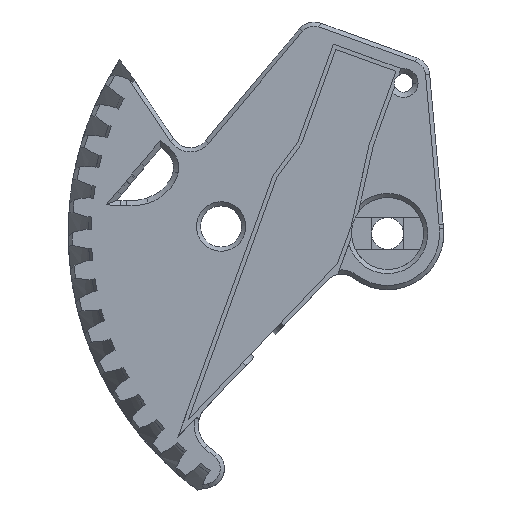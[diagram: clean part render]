
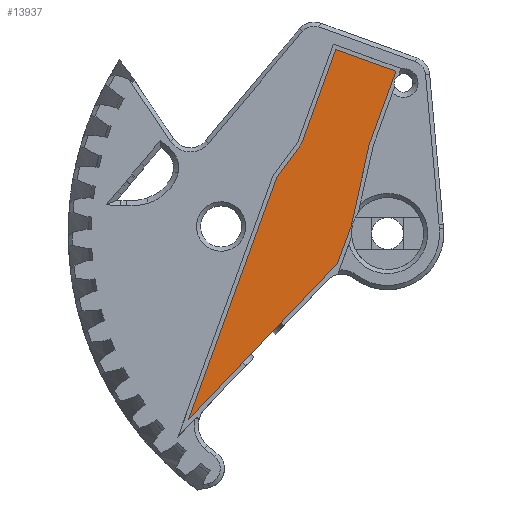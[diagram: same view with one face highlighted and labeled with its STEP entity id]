
A CAD part, top view. The second image highlights one B-rep face of the part: STEP entity #13937.
In plain terms, the highlighted planar face has unit normal (0, 0, 1).
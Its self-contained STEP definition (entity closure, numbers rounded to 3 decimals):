
#604 = VECTOR ( 'NONE', #12989, 1000. ) ;
#1012 = CARTESIAN_POINT ( 'NONE',  ( -4.875, -2.933, 10. ) ) ;
#1328 = DIRECTION ( 'NONE',  ( -0.218, -0.976, 0. ) ) ;
#1935 = LINE ( 'NONE', #18897, #19437 ) ;
#2296 = ORIENTED_EDGE ( 'NONE', *, *, #21082, .F. ) ;
#3513 = VERTEX_POINT ( 'NONE', #11708 ) ;
#3567 = VECTOR ( 'NONE', #15030, 1000. ) ;
#4161 = DIRECTION ( 'NONE',  ( -0.34, -0.94, 0. ) ) ;
#4666 = CARTESIAN_POINT ( 'NONE',  ( -5.028, 17.872, 10. ) ) ;
#5599 = VERTEX_POINT ( 'NONE', #23493 ) ;
#5695 = VERTEX_POINT ( 'NONE', #9335 ) ;
#5933 = VECTOR ( 'NONE', #21749, 1000. ) ;
#6669 = VECTOR ( 'NONE', #4161, 1000. ) ;
#7831 = EDGE_CURVE ( 'NONE', #18880, #13622, #10087, .T. ) ;
#8004 = VECTOR ( 'NONE', #21083, 1000. ) ;
#8277 = CARTESIAN_POINT ( 'NONE',  ( 0.803, 15.765, 10. ) ) ;
#8573 = ORIENTED_EDGE ( 'NONE', *, *, #7831, .F. ) ;
#9104 = CARTESIAN_POINT ( 'NONE',  ( -3.766, -0.283, 10. ) ) ;
#9335 = CARTESIAN_POINT ( 'NONE',  ( -3.543, 0.722, 10. ) ) ;
#10087 = LINE ( 'NONE', #13505, #8004 ) ;
#11326 = VERTEX_POINT ( 'NONE', #8277 ) ;
#11708 = CARTESIAN_POINT ( 'NONE',  ( -1.788, 8.593, 10. ) ) ;
#12301 = DIRECTION ( 'NONE',  ( 0.94, -0.34, 0. ) ) ;
#12576 = CARTESIAN_POINT ( 'NONE',  ( -8.309, 8.79, 10. ) ) ;
#12752 = CARTESIAN_POINT ( 'NONE',  ( -4.678, -2.394, 10. ) ) ;
#12989 = DIRECTION ( 'NONE',  ( -0.342, -0.94, 0. ) ) ;
#13038 = ORIENTED_EDGE ( 'NONE', *, *, #16380, .F. ) ;
#13505 = CARTESIAN_POINT ( 'NONE',  ( -8.146, 9.242, 10. ) ) ;
#13622 = VERTEX_POINT ( 'NONE', #4666 ) ;
#13937 = ADVANCED_FACE ( 'NONE', ( #13948 ), #19306, .T. ) ;
#13948 = FACE_OUTER_BOUND ( 'NONE', #17612, .T. ) ;
#14840 = EDGE_CURVE ( 'NONE', #5599, #18880, #1935, .T. ) ;
#14921 = CARTESIAN_POINT ( 'NONE',  ( -12.443, -10.871, 10. ) ) ;
#15030 = DIRECTION ( 'NONE',  ( -0.69, -0.724, 0. ) ) ;
#15344 = ORIENTED_EDGE ( 'NONE', *, *, #14840, .F. ) ;
#15811 = DIRECTION ( 'NONE',  ( 0., 0., 1. ) ) ;
#16380 = EDGE_CURVE ( 'NONE', #5695, #22083, #16810, .T. ) ;
#16810 = LINE ( 'NONE', #12752, #604 ) ;
#16842 = ORIENTED_EDGE ( 'NONE', *, *, #19035, .F. ) ;
#17121 = VECTOR ( 'NONE', #1328, 1000. ) ;
#17612 = EDGE_LOOP ( 'NONE', ( #15344, #22549, #20912, #13038, #16842, #18338, #2296, #8573 ) ) ;
#17676 = CARTESIAN_POINT ( 'NONE',  ( -9.264, -0.112, 10. ) ) ;
#17819 = EDGE_CURVE ( 'NONE', #11326, #3513, #21803, .T. ) ;
#18191 = AXIS2_PLACEMENT_3D ( 'NONE', #17676, #15811, #21528 ) ;
#18338 = ORIENTED_EDGE ( 'NONE', *, *, #17819, .F. ) ;
#18666 = LINE ( 'NONE', #14921, #3567 ) ;
#18778 = DIRECTION ( 'NONE',  ( 0.588, 0.809, 0. ) ) ;
#18880 = VERTEX_POINT ( 'NONE', #12576 ) ;
#18881 = EDGE_CURVE ( 'NONE', #21133, #5599, #23618, .T. ) ;
#18897 = CARTESIAN_POINT ( 'NONE',  ( -10.592, 5.652, 10. ) ) ;
#19035 = EDGE_CURVE ( 'NONE', #3513, #5695, #22500, .T. ) ;
#19306 = PLANE ( 'NONE',  #18191 ) ;
#19437 = VECTOR ( 'NONE', #18778, 1000. ) ;
#19641 = LINE ( 'NONE', #21237, #23917 ) ;
#20149 = CARTESIAN_POINT ( 'NONE',  ( -12.742, -0.017, 10. ) ) ;
#20912 = ORIENTED_EDGE ( 'NONE', *, *, #22687, .F. ) ;
#21082 = EDGE_CURVE ( 'NONE', #13622, #11326, #19641, .T. ) ;
#21083 = DIRECTION ( 'NONE',  ( 0.34, 0.94, 0. ) ) ;
#21133 = VERTEX_POINT ( 'NONE', #23604 ) ;
#21237 = CARTESIAN_POINT ( 'NONE',  ( -1.112, 16.457, 10. ) ) ;
#21528 = DIRECTION ( 'NONE',  ( 1., 0., 0. ) ) ;
#21749 = DIRECTION ( 'NONE',  ( 0.342, 0.94, 0. ) ) ;
#21803 = LINE ( 'NONE', #23295, #6669 ) ;
#22083 = VERTEX_POINT ( 'NONE', #1012 ) ;
#22500 = LINE ( 'NONE', #9104, #17121 ) ;
#22549 = ORIENTED_EDGE ( 'NONE', *, *, #18881, .F. ) ;
#22687 = EDGE_CURVE ( 'NONE', #22083, #21133, #18666, .T. ) ;
#23295 = CARTESIAN_POINT ( 'NONE',  ( -3.611, 3.549, 10. ) ) ;
#23493 = CARTESIAN_POINT ( 'NONE',  ( -10.76, 5.421, 10. ) ) ;
#23604 = CARTESIAN_POINT ( 'NONE',  ( -19.33, -18.096, 10. ) ) ;
#23618 = LINE ( 'NONE', #20149, #5933 ) ;
#23917 = VECTOR ( 'NONE', #12301, 1000. ) ;
